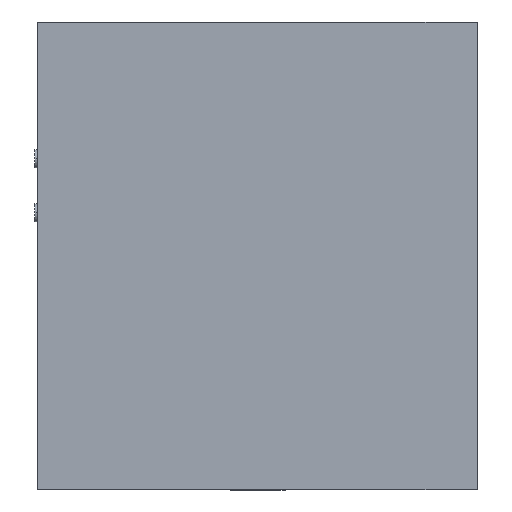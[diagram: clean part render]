
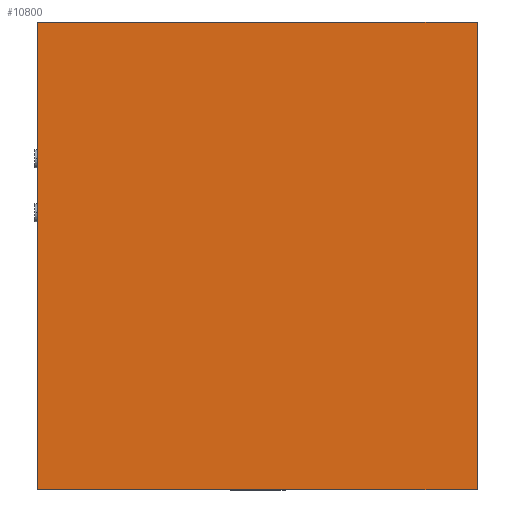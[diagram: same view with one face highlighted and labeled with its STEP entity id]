
A CAD part, top view. The second image highlights one B-rep face of the part: STEP entity #10800.
In plain terms, the highlighted face is planar.
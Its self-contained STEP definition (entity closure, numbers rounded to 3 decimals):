
#4890=CARTESIAN_POINT('',(70.,122.35,0.));
#4900=DIRECTION('',(0.,0.,-1.));
#4910=VECTOR('',#4900,1.);
#4920=LINE('',#4890,#4910);
#4930=CARTESIAN_POINT('',(70.,122.35,129.147));
#4940=VERTEX_POINT('',#4930);
#4950=CARTESIAN_POINT('',(70.,122.35,-0.853));
#4960=VERTEX_POINT('',#4950);
#4970=EDGE_CURVE('',#4940,#4960,#4920,.T.);
#10500=CARTESIAN_POINT('',(70.,-2.959,-4.106));
#10510=DIRECTION('',(1.,0.,0.));
#10520=DIRECTION('',(0.,-1.,0.));
#10530=AXIS2_PLACEMENT_3D('',#10500,#10510,#10520);
#10540=PLANE('',#10530);
#10550=CARTESIAN_POINT('',(70.,0.,129.147));
#10560=DIRECTION('',(0.,1.,0.));
#10570=VECTOR('',#10560,1.);
#10580=LINE('',#10550,#10570);
#10590=CARTESIAN_POINT('',(70.,0.1,129.147));
#10600=VERTEX_POINT('',#10590);
#10610=EDGE_CURVE('',#10600,#4940,#10580,.T.);
#10620=ORIENTED_EDGE('',*,*,#10610,.F.);
#10630=ORIENTED_EDGE('',*,*,#4970,.F.);
#10640=CARTESIAN_POINT('',(70.,0.,-0.853));
#10650=DIRECTION('',(0.,-1.,0.));
#10660=VECTOR('',#10650,1.);
#10670=LINE('',#10640,#10660);
#10680=CARTESIAN_POINT('',(70.,0.1,-0.853));
#10690=VERTEX_POINT('',#10680);
#10700=EDGE_CURVE('',#4960,#10690,#10670,.T.);
#10710=ORIENTED_EDGE('',*,*,#10700,.F.);
#10720=CARTESIAN_POINT('',(70.,0.1,0.));
#10730=DIRECTION('',(0.,0.,1.));
#10740=VECTOR('',#10730,1.);
#10750=LINE('',#10720,#10740);
#10760=EDGE_CURVE('',#10690,#10600,#10750,.T.);
#10770=ORIENTED_EDGE('',*,*,#10760,.F.);
#10780=EDGE_LOOP('',(#10770,#10710,#10630,#10620));
#10790=FACE_OUTER_BOUND('',#10780,.T.);
#10800=ADVANCED_FACE('',(#10790),#10540,.T.);
